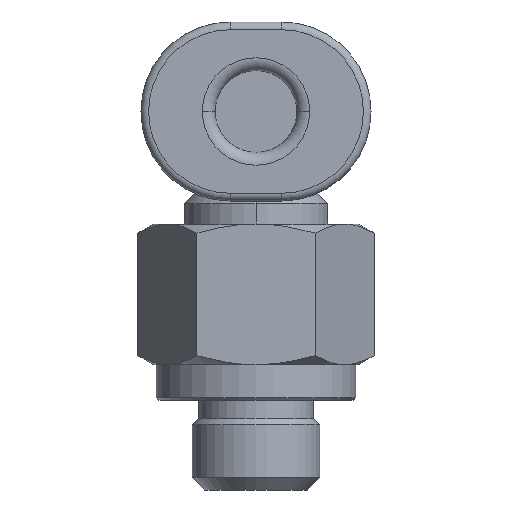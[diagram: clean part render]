
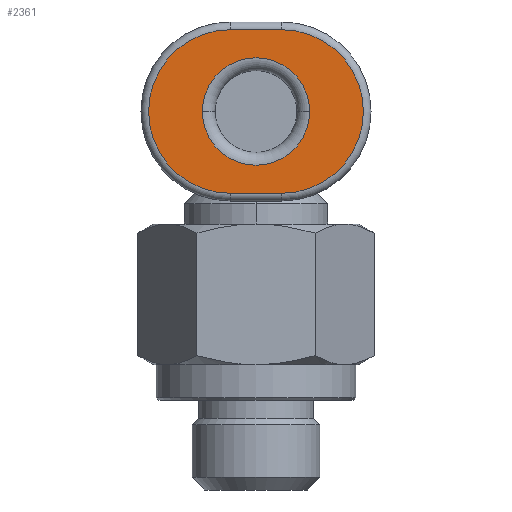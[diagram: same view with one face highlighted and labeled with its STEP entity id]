
A CAD part, front view. The second image highlights one B-rep face of the part: STEP entity #2361.
In plain terms, the highlighted planar face has unit normal (0, -1, 0).
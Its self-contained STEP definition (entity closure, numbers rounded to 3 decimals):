
#1067=CARTESIAN_POINT('',(2.1,-10.55,5.65));
#1068=VERTEX_POINT('',#1067);
#1076=CARTESIAN_POINT('',(-2.1,-10.55,5.65));
#1077=VERTEX_POINT('',#1076);
#1078=CARTESIAN_POINT('',(0.0,-10.55,5.65));
#1079=DIRECTION('',(0.0,-1.0,0.0));
#1080=DIRECTION('',(-1.0,0.0,0.0));
#1081=AXIS2_PLACEMENT_3D('',#1078,#1079,#1080);
#1082=CIRCLE('',#1081,2.1);
#1083=EDGE_CURVE('',#1068,#1077,#1082,.T.);
#2174=CARTESIAN_POINT('',(-1.0,-10.55,2.45));
#2175=VERTEX_POINT('',#2174);
#2176=CARTESIAN_POINT('',(-1.0,-10.55,8.85));
#2177=VERTEX_POINT('',#2176);
#2178=CARTESIAN_POINT('',(-1.0,-10.55,5.65));
#2179=DIRECTION('',(0.0,1.0,0.0));
#2180=DIRECTION('',(-1.0,0.0,0.0));
#2181=AXIS2_PLACEMENT_3D('',#2178,#2179,#2180);
#2182=CIRCLE('',#2181,3.2);
#2183=EDGE_CURVE('',#2175,#2177,#2182,.T.);
#2218=CARTESIAN_POINT('',(1.0,-10.55,8.85));
#2219=VERTEX_POINT('',#2218);
#2220=CARTESIAN_POINT('',(-1.0,-10.55,8.85));
#2221=DIRECTION('',(1.0,0.0,0.0));
#2222=VECTOR('',#2221,2.0);
#2223=LINE('',#2220,#2222);
#2224=EDGE_CURVE('',#2177,#2219,#2223,.T.);
#2258=CARTESIAN_POINT('',(1.0,-10.55,2.45));
#2259=VERTEX_POINT('',#2258);
#2267=CARTESIAN_POINT('',(1.0,-10.55,2.45));
#2268=DIRECTION('',(-1.0,0.0,0.0));
#2269=VECTOR('',#2268,2.0);
#2270=LINE('',#2267,#2269);
#2271=EDGE_CURVE('',#2259,#2175,#2270,.T.);
#2282=CARTESIAN_POINT('',(1.0,-10.55,5.65));
#2283=DIRECTION('',(0.0,1.0,0.0));
#2284=DIRECTION('',(1.0,0.0,0.0));
#2285=AXIS2_PLACEMENT_3D('',#2282,#2283,#2284);
#2286=CIRCLE('',#2285,3.2);
#2287=EDGE_CURVE('',#2219,#2259,#2286,.T.);
#2340=CARTESIAN_POINT('',(0.0,-10.55,5.65));
#2341=DIRECTION('',(0.0,1.0,0.0));
#2342=DIRECTION('',(1.0,0.0,0.0));
#2343=AXIS2_PLACEMENT_3D('',#2340,#2341,#2342);
#2344=PLANE('',#2343);
#2345=ORIENTED_EDGE('',*,*,#2183,.F.);
#2346=ORIENTED_EDGE('',*,*,#2271,.F.);
#2347=ORIENTED_EDGE('',*,*,#2287,.F.);
#2348=ORIENTED_EDGE('',*,*,#2224,.F.);
#2349=EDGE_LOOP('',(#2345,#2346,#2347,#2348));
#2350=FACE_OUTER_BOUND('',#2349,.T.);
#2351=ORIENTED_EDGE('',*,*,#1083,.F.);
#2352=CARTESIAN_POINT('',(0.0,-10.55,5.65));
#2353=DIRECTION('',(0.0,-1.0,0.0));
#2354=DIRECTION('',(-1.0,0.0,0.0));
#2355=AXIS2_PLACEMENT_3D('',#2352,#2353,#2354);
#2356=CIRCLE('',#2355,2.1);
#2357=EDGE_CURVE('',#1077,#1068,#2356,.T.);
#2358=ORIENTED_EDGE('',*,*,#2357,.F.);
#2359=EDGE_LOOP('',(#2351,#2358));
#2360=FACE_BOUND('',#2359,.T.);
#2361=ADVANCED_FACE('',(#2350,#2360),#2344,.F.);
